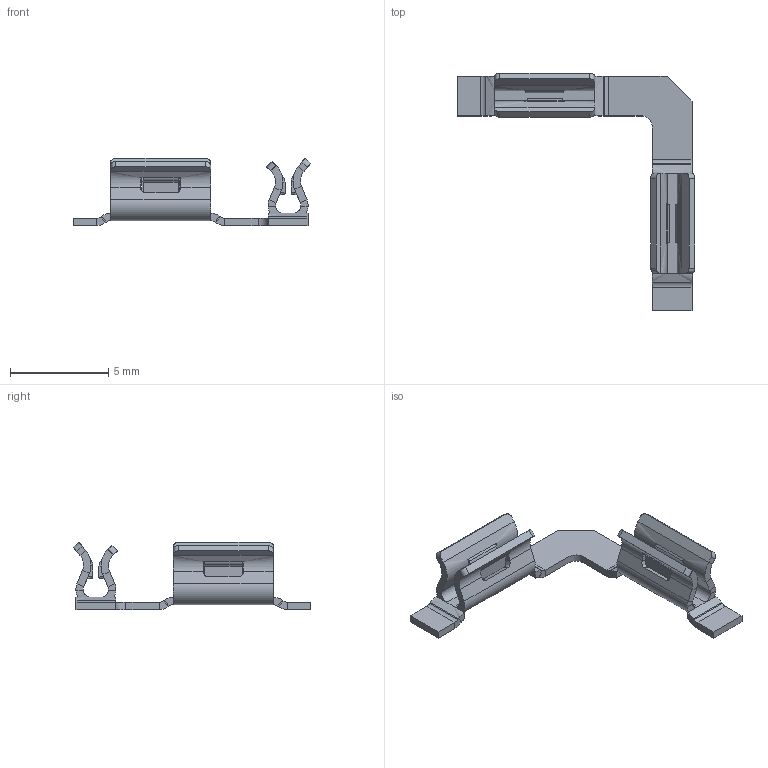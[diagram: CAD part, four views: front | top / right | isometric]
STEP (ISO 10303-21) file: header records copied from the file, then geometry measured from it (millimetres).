
FILE_DESCRIPTION(('FreeCAD Model'),'2;1');
FILE_NAME('Shield_Clip_Harwin_S0981-46R_Corner.step','2016-03-24T16:38:05',( 'Author'),(''),'Open CASCADE STEP processor 6.8','FreeCAD','Unknown' );
FILE_SCHEMA(('AUTOMOTIVE_DESIGN_CC2 { 1 2 10303 214 -1 1 5 4 }'));
Length unit declared in the file: millimetre
Products named in the file (1): S0981-46
Bounding box: 12.08 x 12.08 x 3.42 mm (x, y, z)
Volume: 36.6 mm3; surface area: 233.4 mm2
Topology: 1 solids, 1 shells, 274 faces, 632 edges, 352 vertices
Faces by surface type: bspline 274
Entity records: 14818 total; most frequent: CARTESIAN_POINT 6763, B_SPLINE_CURVE_WITH_KNOTS 1588, ORIENTED_EDGE 1264, PCURVE 1264, DEFINITIONAL_REPRESENTATION 1264, EDGE_CURVE 632, SURFACE_CURVE 632, VERTEX_POINT 352
